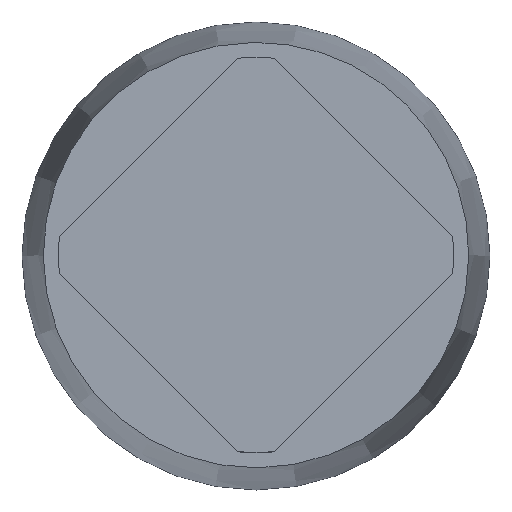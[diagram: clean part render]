
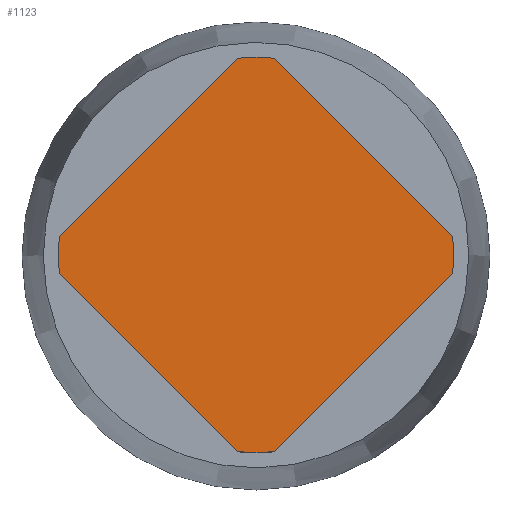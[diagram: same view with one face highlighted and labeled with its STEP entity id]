
A CAD part, top view. The second image highlights one B-rep face of the part: STEP entity #1123.
In plain terms, the highlighted face is planar.
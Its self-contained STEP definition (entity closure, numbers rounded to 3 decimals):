
#16=VECTOR('',#878,1.);
#20=VECTOR('',#888,1.);
#23=VECTOR('',#897,1.);
#26=VECTOR('',#906,1.);
#32=LINE('',#994,#16);
#36=LINE('',#1003,#20);
#39=LINE('',#1011,#23);
#42=LINE('',#1019,#26);
#583=ORIENTED_EDGE('',*,*,#681,.T.);
#584=ORIENTED_EDGE('',*,*,#683,.F.);
#585=ORIENTED_EDGE('',*,*,#685,.T.);
#586=ORIENTED_EDGE('',*,*,#687,.F.);
#587=ORIENTED_EDGE('',*,*,#689,.T.);
#588=ORIENTED_EDGE('',*,*,#691,.F.);
#589=ORIENTED_EDGE('',*,*,#692,.T.);
#590=ORIENTED_EDGE('',*,*,#678,.F.);
#613=CIRCLE('',#1070,13.);
#614=CIRCLE('',#1073,13.);
#615=CIRCLE('',#1076,13.);
#616=CIRCLE('',#1079,13.);
#643=VERTEX_POINT('',#991);
#644=VERTEX_POINT('',#993);
#645=VERTEX_POINT('',#997);
#646=VERTEX_POINT('',#1001);
#647=VERTEX_POINT('',#1005);
#648=VERTEX_POINT('',#1009);
#649=VERTEX_POINT('',#1013);
#650=VERTEX_POINT('',#1017);
#678=EDGE_CURVE('',#643,#644,#32,.T.);
#681=EDGE_CURVE('',#643,#645,#613,.T.);
#683=EDGE_CURVE('',#646,#645,#36,.T.);
#685=EDGE_CURVE('',#646,#647,#614,.T.);
#687=EDGE_CURVE('',#648,#647,#39,.T.);
#689=EDGE_CURVE('',#648,#649,#615,.T.);
#691=EDGE_CURVE('',#650,#649,#42,.T.);
#692=EDGE_CURVE('',#650,#644,#616,.T.);
#738=EDGE_LOOP('',(#583,#584,#585,#586,#587,#588,#589,#590));
#784=FACE_BOUND('',#738,.T.);
#878=DIRECTION('',(-11.747,0.,11.747));
#883=DIRECTION('',(0.,1.,0.));
#884=DIRECTION('',(13.,0.,0.));
#888=DIRECTION('',(11.747,0.,11.747));
#892=DIRECTION('',(0.,1.,0.));
#893=DIRECTION('',(13.,0.,0.));
#897=DIRECTION('',(11.747,0.,-11.747));
#901=DIRECTION('',(0.,1.,0.));
#902=DIRECTION('',(13.,0.,0.));
#906=DIRECTION('',(-11.747,0.,-11.747));
#909=DIRECTION('',(0.,1.,0.));
#910=DIRECTION('',(13.,0.,0.));
#911=DIRECTION('',(0.,1.,0.));
#912=DIRECTION('',(1.,0.,0.));
#991=CARTESIAN_POINT('',(44.933,82.895,1.197));
#993=CARTESIAN_POINT('',(33.186,82.895,12.945));
#994=CARTESIAN_POINT('',(44.933,82.895,1.197));
#997=CARTESIAN_POINT('',(44.933,82.895,-1.197));
#999=CARTESIAN_POINT('',(31.989,82.895,0.));
#1001=CARTESIAN_POINT('',(33.186,82.895,-12.945));
#1003=CARTESIAN_POINT('',(33.186,82.895,-12.945));
#1005=CARTESIAN_POINT('',(30.791,82.895,-12.945));
#1007=CARTESIAN_POINT('',(31.989,82.895,0.));
#1009=CARTESIAN_POINT('',(19.044,82.895,-1.197));
#1011=CARTESIAN_POINT('',(19.044,82.895,-1.197));
#1013=CARTESIAN_POINT('',(19.044,82.895,1.197));
#1015=CARTESIAN_POINT('',(31.989,82.895,0.));
#1017=CARTESIAN_POINT('',(30.791,82.895,12.945));
#1019=CARTESIAN_POINT('',(30.791,82.895,12.945));
#1021=CARTESIAN_POINT('',(31.989,82.895,0.));
#1022=CARTESIAN_POINT('',(31.989,82.895,0.));
#1070=AXIS2_PLACEMENT_3D('',#999,#883,#884);
#1073=AXIS2_PLACEMENT_3D('',#1007,#892,#893);
#1076=AXIS2_PLACEMENT_3D('',#1015,#901,#902);
#1079=AXIS2_PLACEMENT_3D('',#1021,#909,#910);
#1080=AXIS2_PLACEMENT_3D('',#1022,#911,#912);
#1095=PLANE('',#1080);
#1123=ADVANCED_FACE('',(#784),#1095,.T.);
